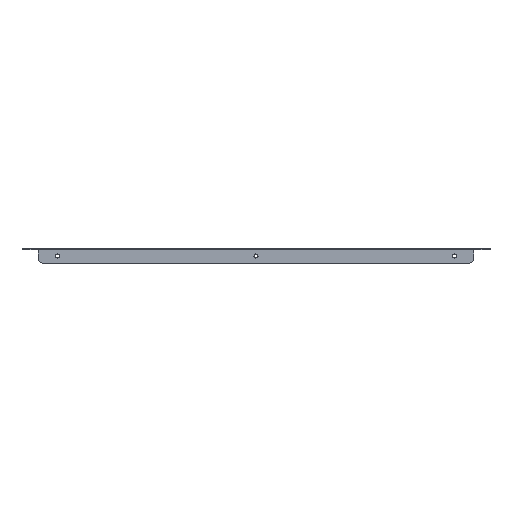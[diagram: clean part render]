
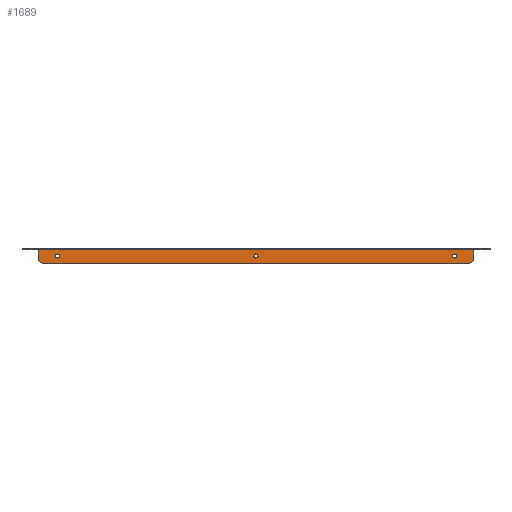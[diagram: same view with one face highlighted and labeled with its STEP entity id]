
A CAD part, front view. The second image highlights one B-rep face of the part: STEP entity #1689.
In plain terms, the highlighted planar face has unit normal (0, -1, 0).
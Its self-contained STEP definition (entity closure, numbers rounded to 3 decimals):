
#4 = DIRECTION ( 'NONE',  ( 0., 0., 1. ) ) ;
#43 = AXIS2_PLACEMENT_3D ( 'NONE', #861, #264, #1602 ) ;
#90 = DIRECTION ( 'NONE',  ( 0., 1., 0. ) ) ;
#125 = EDGE_CURVE ( 'NONE', #349, #566, #1537, .T. ) ;
#138 = AXIS2_PLACEMENT_3D ( 'NONE', #1158, #141, #1152 ) ;
#141 = DIRECTION ( 'NONE',  ( 0., -1., 0. ) ) ;
#169 = EDGE_LOOP ( 'NONE', ( #1666, #1825, #677, #562, #559, #1475 ) ) ;
#191 = VERTEX_POINT ( 'NONE', #1730 ) ;
#211 = EDGE_CURVE ( 'NONE', #1539, #1385, #274, .T. ) ;
#257 = EDGE_LOOP ( 'NONE', ( #602 ) ) ;
#264 = DIRECTION ( 'NONE',  ( 0., 1., 0. ) ) ;
#274 = CIRCLE ( 'NONE', #1286, 5. ) ;
#289 = FACE_BOUND ( 'NONE', #1756, .T. ) ;
#300 = CARTESIAN_POINT ( 'NONE',  ( 226.25, -74.8, 0. ) ) ;
#311 = EDGE_CURVE ( 'NONE', #1057, #1057, #1731, .T. ) ;
#349 = VERTEX_POINT ( 'NONE', #641 ) ;
#389 = CARTESIAN_POINT ( 'NONE',  ( -226.25, -74.8, -10. ) ) ;
#399 = DIRECTION ( 'NONE',  ( 0., 1., 0. ) ) ;
#408 = CARTESIAN_POINT ( 'NONE',  ( -206.25, -74.8, -5.4 ) ) ;
#411 = LINE ( 'NONE', #815, #1702 ) ;
#426 = VERTEX_POINT ( 'NONE', #517 ) ;
#517 = CARTESIAN_POINT ( 'NONE',  ( 226.25, -74.8, -0.919 ) ) ;
#525 = PLANE ( 'NONE',  #721 ) ;
#529 = DIRECTION ( 'NONE',  ( 0., 0., 1. ) ) ;
#548 = DIRECTION ( 'NONE',  ( 0., 0., 1. ) ) ;
#556 = EDGE_CURVE ( 'NONE', #1099, #1099, #577, .T. ) ;
#559 = ORIENTED_EDGE ( 'NONE', *, *, #751, .T. ) ;
#562 = ORIENTED_EDGE ( 'NONE', *, *, #211, .T. ) ;
#566 = VERTEX_POINT ( 'NONE', #389 ) ;
#577 = CIRCLE ( 'NONE', #1722, 2.1 ) ;
#590 = DIRECTION ( 'NONE',  ( 0., 0., 1. ) ) ;
#602 = ORIENTED_EDGE ( 'NONE', *, *, #556, .T. ) ;
#611 = CARTESIAN_POINT ( 'NONE',  ( 0., -74.8, -7.5 ) ) ;
#614 = EDGE_CURVE ( 'NONE', #191, #1539, #1488, .T. ) ;
#620 = VECTOR ( 'NONE', #750, 1000. ) ;
#640 = EDGE_CURVE ( 'NONE', #754, #754, #1292, .T. ) ;
#641 = CARTESIAN_POINT ( 'NONE',  ( -226.25, -74.8, -0.919 ) ) ;
#677 = ORIENTED_EDGE ( 'NONE', *, *, #614, .T. ) ;
#682 = EDGE_CURVE ( 'NONE', #566, #191, #922, .T. ) ;
#721 = AXIS2_PLACEMENT_3D ( 'NONE', #1690, #90, #529 ) ;
#750 = DIRECTION ( 'NONE',  ( 0., 0., 1. ) ) ;
#751 = EDGE_CURVE ( 'NONE', #1385, #426, #1445, .T. ) ;
#754 = VERTEX_POINT ( 'NONE', #408 ) ;
#795 = FACE_BOUND ( 'NONE', #257, .T. ) ;
#815 = CARTESIAN_POINT ( 'NONE',  ( -228.796, -74.8, -0.919 ) ) ;
#861 = CARTESIAN_POINT ( 'NONE',  ( -206.25, -74.8, -7.5 ) ) ;
#872 = DIRECTION ( 'NONE',  ( 1., 0., 0. ) ) ;
#889 = DIRECTION ( 'NONE',  ( 0., -1., 0. ) ) ;
#890 = AXIS2_PLACEMENT_3D ( 'NONE', #611, #1625, #590 ) ;
#922 = CIRCLE ( 'NONE', #138, 5. ) ;
#1005 = CARTESIAN_POINT ( 'NONE',  ( 206.25, -74.8, -5.4 ) ) ;
#1057 = VERTEX_POINT ( 'NONE', #1144 ) ;
#1099 = VERTEX_POINT ( 'NONE', #1005 ) ;
#1143 = CARTESIAN_POINT ( 'NONE',  ( -226.25, -74.8, 0. ) ) ;
#1144 = CARTESIAN_POINT ( 'NONE',  ( 0., -74.8, -5.4 ) ) ;
#1152 = DIRECTION ( 'NONE',  ( 0., 0., 1. ) ) ;
#1155 = VECTOR ( 'NONE', #1851, 1000. ) ;
#1158 = CARTESIAN_POINT ( 'NONE',  ( -221.25, -74.8, -10. ) ) ;
#1190 = CARTESIAN_POINT ( 'NONE',  ( 221.25, -74.8, -10. ) ) ;
#1281 = CARTESIAN_POINT ( 'NONE',  ( 206.25, -74.8, -7.5 ) ) ;
#1286 = AXIS2_PLACEMENT_3D ( 'NONE', #1190, #889, #4 ) ;
#1288 = CARTESIAN_POINT ( 'NONE',  ( 0., -74.8, -15. ) ) ;
#1292 = CIRCLE ( 'NONE', #43, 2.1 ) ;
#1305 = CARTESIAN_POINT ( 'NONE',  ( 226.25, -74.8, -10. ) ) ;
#1323 = EDGE_LOOP ( 'NONE', ( #1739 ) ) ;
#1328 = FACE_OUTER_BOUND ( 'NONE', #169, .T. ) ;
#1385 = VERTEX_POINT ( 'NONE', #1305 ) ;
#1402 = VECTOR ( 'NONE', #872, 1000. ) ;
#1409 = DIRECTION ( 'NONE',  ( 1., 0., 0. ) ) ;
#1445 = LINE ( 'NONE', #300, #620 ) ;
#1475 = ORIENTED_EDGE ( 'NONE', *, *, #1706, .F. ) ;
#1488 = LINE ( 'NONE', #1288, #1402 ) ;
#1537 = LINE ( 'NONE', #1143, #1155 ) ;
#1539 = VERTEX_POINT ( 'NONE', #1661 ) ;
#1577 = FACE_BOUND ( 'NONE', #1323, .T. ) ;
#1602 = DIRECTION ( 'NONE',  ( 0., 0., 1. ) ) ;
#1625 = DIRECTION ( 'NONE',  ( 0., 1., 0. ) ) ;
#1661 = CARTESIAN_POINT ( 'NONE',  ( 221.25, -74.8, -15. ) ) ;
#1666 = ORIENTED_EDGE ( 'NONE', *, *, #125, .T. ) ;
#1689 = ADVANCED_FACE ( 'NONE', ( #1577, #289, #795, #1328 ), #525, .F. ) ;
#1690 = CARTESIAN_POINT ( 'NONE',  ( 0., -74.8, 0. ) ) ;
#1702 = VECTOR ( 'NONE', #1409, 1000. ) ;
#1706 = EDGE_CURVE ( 'NONE', #349, #426, #411, .T. ) ;
#1722 = AXIS2_PLACEMENT_3D ( 'NONE', #1281, #399, #548 ) ;
#1730 = CARTESIAN_POINT ( 'NONE',  ( -221.25, -74.8, -15. ) ) ;
#1731 = CIRCLE ( 'NONE', #890, 2.1 ) ;
#1739 = ORIENTED_EDGE ( 'NONE', *, *, #640, .T. ) ;
#1756 = EDGE_LOOP ( 'NONE', ( #1877 ) ) ;
#1825 = ORIENTED_EDGE ( 'NONE', *, *, #682, .T. ) ;
#1851 = DIRECTION ( 'NONE',  ( 0., 0., -1. ) ) ;
#1877 = ORIENTED_EDGE ( 'NONE', *, *, #311, .T. ) ;
